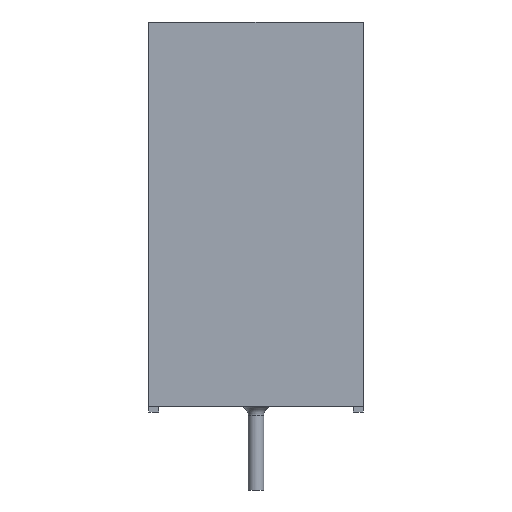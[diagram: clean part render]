
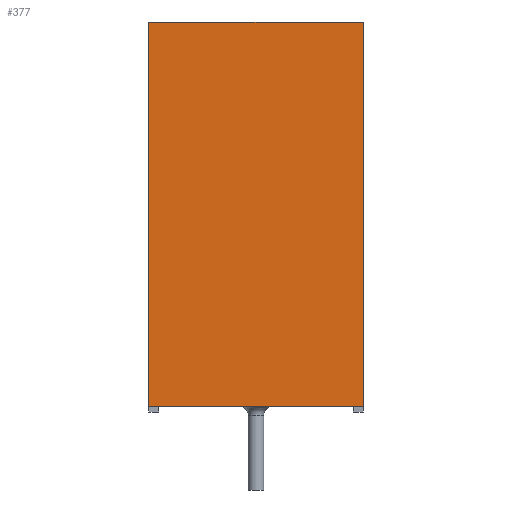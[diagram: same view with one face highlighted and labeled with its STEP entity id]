
A CAD part, left-side view. The second image highlights one B-rep face of the part: STEP entity #377.
In plain terms, the highlighted planar face has unit normal (-1, 0, 0).
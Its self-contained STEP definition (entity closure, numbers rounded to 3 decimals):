
#377 = ADVANCED_FACE( '', ( #933 ), #934, .F. );
#933 = FACE_OUTER_BOUND( '', #1682, .T. );
#934 = PLANE( '', #1683 );
#1682 = EDGE_LOOP( '', ( #3077, #3078, #3079, #3080 ) );
#1683 = AXIS2_PLACEMENT_3D( '', #3081, #3082, #3083 );
#3077 = ORIENTED_EDGE( '', *, *, #5300, .T. );
#3078 = ORIENTED_EDGE( '', *, *, #5301, .F. );
#3079 = ORIENTED_EDGE( '', *, *, #5302, .F. );
#3080 = ORIENTED_EDGE( '', *, *, #5180, .T. );
#3081 = CARTESIAN_POINT( '', ( -13., -5.5, 9.85 ) );
#3082 = DIRECTION( '', ( 1., 0., 0. ) );
#3083 = DIRECTION( '', ( 0., 0., -1. ) );
#5180 = EDGE_CURVE( '', #6148, #6146, #6149, .T. );
#5300 = EDGE_CURVE( '', #6146, #6340, #6341, .T. );
#5301 = EDGE_CURVE( '', #6342, #6340, #6343, .T. );
#5302 = EDGE_CURVE( '', #6148, #6342, #6344, .T. );
#6146 = VERTEX_POINT( '', #8098 );
#6148 = VERTEX_POINT( '', #8101 );
#6149 = LINE( '', #8102, #8103 );
#6340 = VERTEX_POINT( '', #8839 );
#6341 = LINE( '', #8840, #8841 );
#6342 = VERTEX_POINT( '', #8842 );
#6343 = LINE( '', #8843, #8844 );
#6344 = LINE( '', #8845, #8846 );
#8098 = CARTESIAN_POINT( '', ( -13., 5.5, 9.85 ) );
#8101 = CARTESIAN_POINT( '', ( -13., -5.5, 9.85 ) );
#8102 = CARTESIAN_POINT( '', ( -13., -5.5, 9.85 ) );
#8103 = VECTOR( '', #10251, 1000. );
#8839 = CARTESIAN_POINT( '', ( -13., 5.5, -9.85 ) );
#8840 = CARTESIAN_POINT( '', ( -13., 5.5, 9.85 ) );
#8841 = VECTOR( '', #10305, 1000. );
#8842 = CARTESIAN_POINT( '', ( -13., -5.5, -9.85 ) );
#8843 = CARTESIAN_POINT( '', ( -13., -5.5, -9.85 ) );
#8844 = VECTOR( '', #10306, 1000. );
#8845 = CARTESIAN_POINT( '', ( -13., -5.5, 9.85 ) );
#8846 = VECTOR( '', #10307, 1000. );
#10251 = DIRECTION( '', ( 0., 1., 0. ) );
#10305 = DIRECTION( '', ( 0., 0., -1. ) );
#10306 = DIRECTION( '', ( 0., 1., 0. ) );
#10307 = DIRECTION( '', ( 0., 0., -1. ) );
